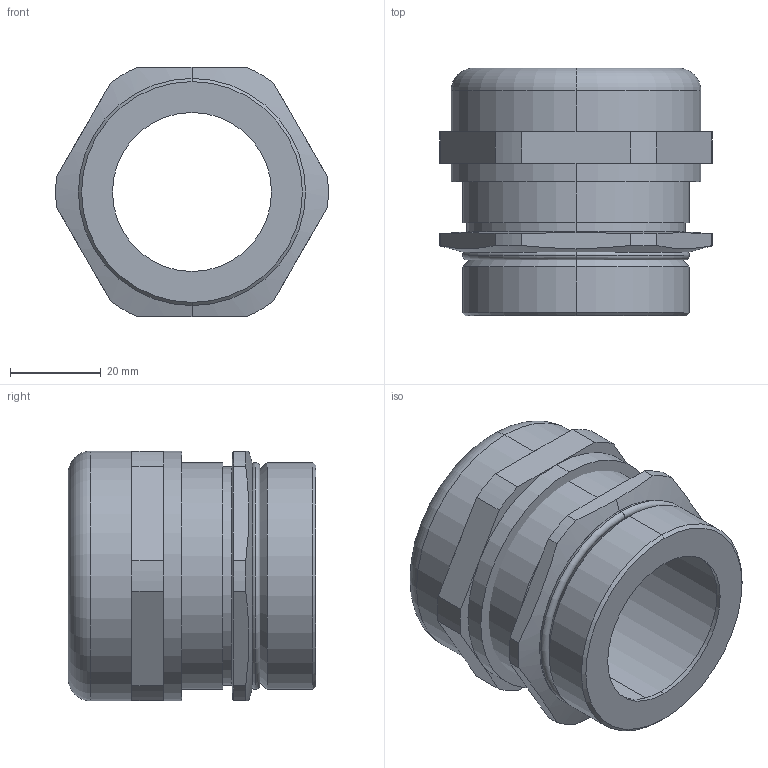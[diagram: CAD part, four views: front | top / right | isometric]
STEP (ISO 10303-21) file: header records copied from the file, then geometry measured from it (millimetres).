
FILE_DESCRIPTION (( 'STEP AP214' ), '1' );
FILE_NAME ('2086147.STEP', '2024-11-14T10:23:11', ( '' ), ( '' ), 'SwSTEP 2.0', 'SolidWorks 2022', '' );
FILE_SCHEMA (( 'AUTOMOTIVE_DESIGN' ));
Length unit declared in the file: millimetre
Products named in the file (4): 2086147; EV743_M50; 011359_LM50 2086147; 011344_M50 2086185
Assembly tree (3 placements, depth 2):
  2086147
    011359_LM50 2086147
    EV743_M50
    011344_M50 2086185
Bounding box: 59.96 x 54.5 x 55 mm (x, y, z)
Volume: 37719 mm3; surface area: 25265.7 mm2
Topology: 3 solids, 3 shells, 84 faces, 192 edges, 116 vertices
Faces by surface type: cylinder 32, plane 32, cone 14, torus 6
Entity records: 2576 total; most frequent: CARTESIAN_POINT 478, DIRECTION 450, ORIENTED_EDGE 384, EDGE_CURVE 192, AXIS2_PLACEMENT_3D 184, VERTEX_POINT 116, CIRCLE 94, EDGE_LOOP 92
